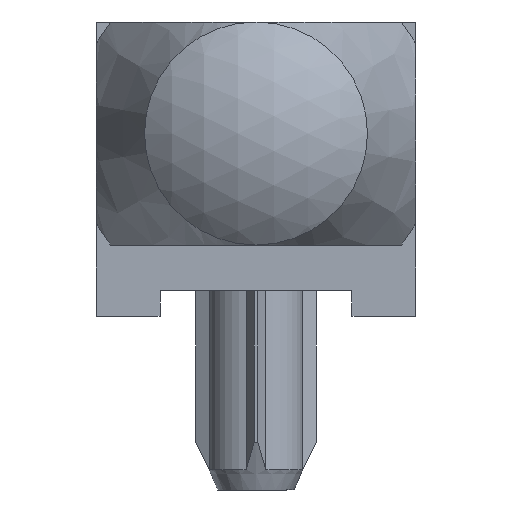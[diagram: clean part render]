
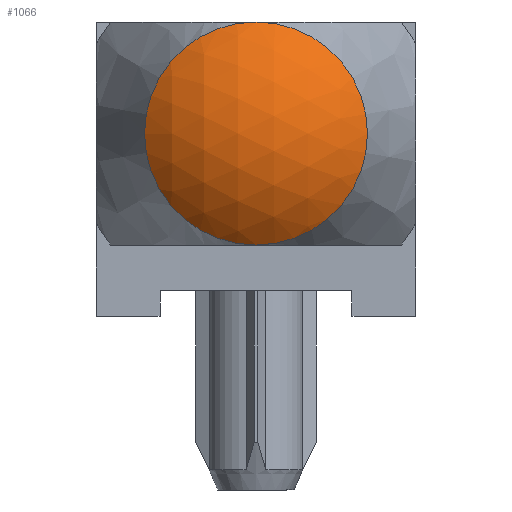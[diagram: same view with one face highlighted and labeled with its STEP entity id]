
A CAD part, front view. The second image highlights one B-rep face of the part: STEP entity #1066.
In plain terms, the highlighted spherical face has radius 2.21 mm.
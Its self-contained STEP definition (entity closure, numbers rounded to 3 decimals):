
#71=SPHERICAL_SURFACE('',#1161,2.21);
#74=FACE_OUTER_BOUND('',#133,.T.);
#133=EDGE_LOOP('',(#770,#771));
#422=CIRCLE('',#1162,1.549);
#423=CIRCLE('',#1163,1.549);
#489=VERTEX_POINT('',#1676);
#490=VERTEX_POINT('',#1677);
#602=EDGE_CURVE('',#489,#490,#422,.T.);
#603=EDGE_CURVE('',#490,#489,#423,.T.);
#770=ORIENTED_EDGE('',*,*,#602,.F.);
#771=ORIENTED_EDGE('',*,*,#603,.F.);
#1066=ADVANCED_FACE('',(#74),#71,.T.);
#1161=AXIS2_PLACEMENT_3D('',#1675,#1299,#1300);
#1162=AXIS2_PLACEMENT_3D('',#1678,#1301,#1302);
#1163=AXIS2_PLACEMENT_3D('',#1679,#1303,#1304);
#1299=DIRECTION('center_axis',(1.,0.,0.));
#1300=DIRECTION('ref_axis',(0.,0.,1.));
#1301=DIRECTION('center_axis',(0.,1.,0.));
#1302=DIRECTION('ref_axis',(-1.,0.,0.));
#1303=DIRECTION('center_axis',(0.,1.,0.));
#1304=DIRECTION('ref_axis',(-1.,0.,0.));
#1675=CARTESIAN_POINT('Origin',(0.,-4.064,2.54));
#1676=CARTESIAN_POINT('',(-1.549,-5.639,2.54));
#1677=CARTESIAN_POINT('',(1.549,-5.639,2.54));
#1678=CARTESIAN_POINT('Origin',(0.,-5.639,
2.54));
#1679=CARTESIAN_POINT('Origin',(0.,-5.639,
2.54));
